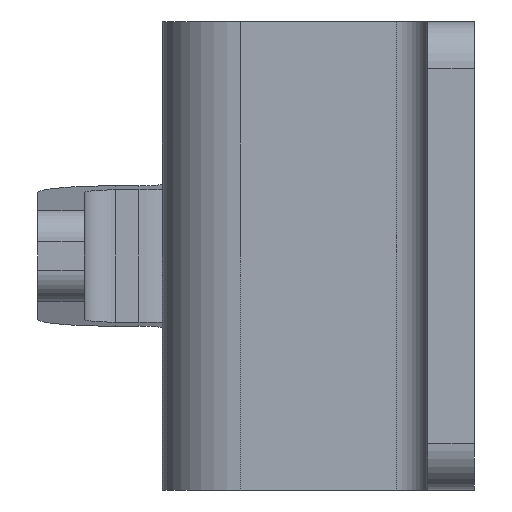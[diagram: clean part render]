
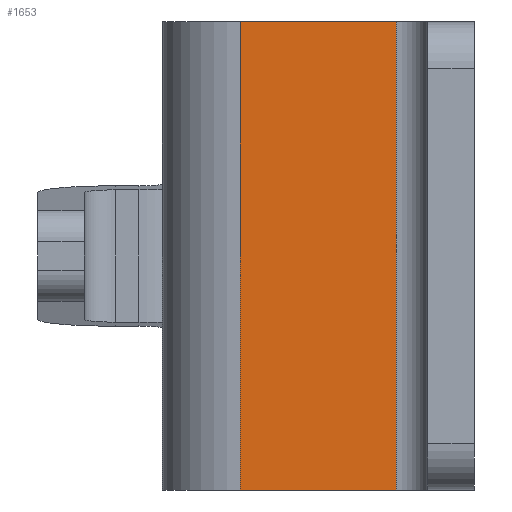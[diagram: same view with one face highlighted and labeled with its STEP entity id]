
A CAD part, left-side view. The second image highlights one B-rep face of the part: STEP entity #1653.
In plain terms, the highlighted planar face has unit normal (-1, 0, 0).
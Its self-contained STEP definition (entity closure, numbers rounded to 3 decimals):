
#187=DIRECTION('',(0.,1.,0.));
#188=VECTOR('',#187,10.);
#189=CARTESIAN_POINT('',(-53.,5.,15.));
#190=LINE('',#189,#188);
#410=DIRECTION('',(0.,0.,1.));
#411=VECTOR('',#410,30.);
#412=CARTESIAN_POINT('',(-53.,5.,-15.));
#413=LINE('',#412,#411);
#414=DIRECTION('',(0.,1.,0.));
#415=VECTOR('',#414,10.);
#416=CARTESIAN_POINT('',(-53.,5.,-15.));
#417=LINE('',#416,#415);
#422=DIRECTION('',(0.,0.,-1.));
#423=VECTOR('',#422,30.);
#424=CARTESIAN_POINT('',(-53.,15.,15.));
#425=LINE('',#424,#423);
#964=CARTESIAN_POINT('',(-53.,15.,-15.));
#965=VERTEX_POINT('',#964);
#966=CARTESIAN_POINT('',(-53.,5.,-15.));
#967=VERTEX_POINT('',#966);
#1050=CARTESIAN_POINT('',(-53.,5.,15.));
#1051=VERTEX_POINT('',#1050);
#1052=CARTESIAN_POINT('',(-53.,15.,15.));
#1053=VERTEX_POINT('',#1052);
#1641=CARTESIAN_POINT('',(-53.,20.,-15.));
#1642=DIRECTION('',(-1.,0.,0.));
#1643=DIRECTION('',(0.,-1.,0.));
#1644=AXIS2_PLACEMENT_3D('',#1641,#1642,#1643);
#1645=PLANE('',#1644);
#1647=ORIENTED_EDGE('',*,*,#1646,.F.);
#1648=ORIENTED_EDGE('',*,*,#1392,.F.);
#1649=ORIENTED_EDGE('',*,*,#1635,.F.);
#1650=ORIENTED_EDGE('',*,*,#1241,.T.);
#1651=EDGE_LOOP('',(#1647,#1648,#1649,#1650));
#1652=FACE_OUTER_BOUND('',#1651,.F.);
#1653=ADVANCED_FACE('',(#1652),#1645,.T.);
#1241=EDGE_CURVE('',#967,#965,#417,.T.);
#1392=EDGE_CURVE('',#1051,#1053,#190,.T.);
#1635=EDGE_CURVE('',#967,#1051,#413,.T.);
#1646=EDGE_CURVE('',#1053,#965,#425,.T.);
